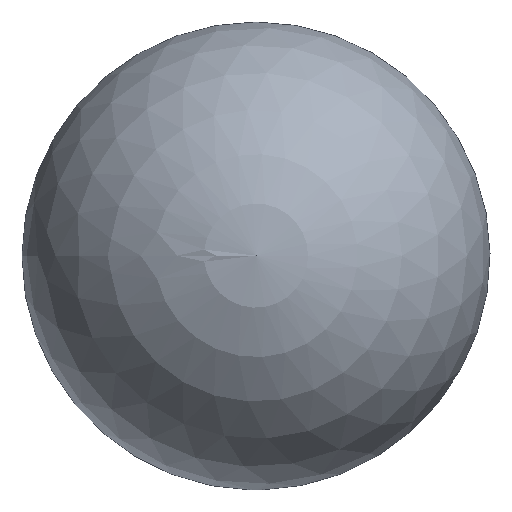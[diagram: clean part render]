
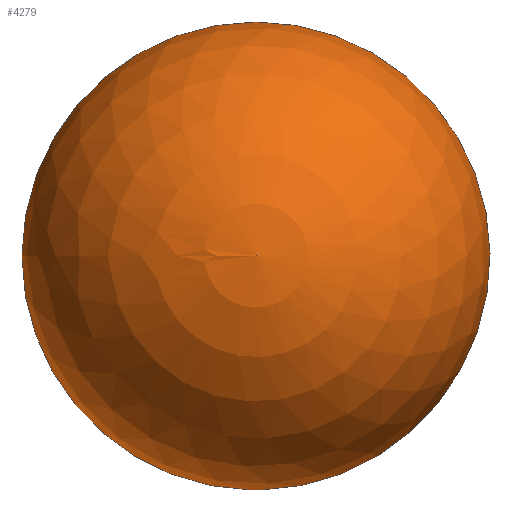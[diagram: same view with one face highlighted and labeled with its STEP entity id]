
A CAD part, top view. The second image highlights one B-rep face of the part: STEP entity #4279.
In plain terms, the highlighted spherical face has radius 200 mm.
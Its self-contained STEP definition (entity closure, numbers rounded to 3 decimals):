
#67 = ORIENTED_EDGE ( 'NONE', *, *, #11505, .T. ) ;
#180 = AXIS2_PLACEMENT_3D ( 'NONE', #2480, #8938, #3427 ) ;
#683 = ORIENTED_EDGE ( 'NONE', *, *, #8572, .T. ) ;
#820 = DIRECTION ( 'NONE',  ( -1., 0., 0. ) ) ;
#1278 = CARTESIAN_POINT ( 'NONE',  ( 0., 200., 0. ) ) ;
#1623 = AXIS2_PLACEMENT_3D ( 'NONE', #11903, #6389, #820 ) ;
#2326 = DIRECTION ( 'NONE',  ( 0., 0., 1. ) ) ;
#2480 = CARTESIAN_POINT ( 'NONE',  ( 0., -199.944, 0. ) ) ;
#2555 = DIRECTION ( 'NONE',  ( -1., 0., 0. ) ) ;
#3237 = DIRECTION ( 'NONE',  ( 0., 1., 0. ) ) ;
#3427 = DIRECTION ( 'NONE',  ( 0., 0., 1. ) ) ;
#4279 = ADVANCED_FACE ( 'NONE', ( #5150 ), #7594, .T. ) ;
#4450 = ORIENTED_EDGE ( 'NONE', *, *, #6279, .F. ) ;
#4979 = CIRCLE ( 'NONE', #11965, 200. ) ;
#5150 = FACE_OUTER_BOUND ( 'NONE', #11564, .T. ) ;
#5894 = CIRCLE ( 'NONE', #180, 4.749 ) ;
#6279 = EDGE_CURVE ( 'NONE', #6992, #8878, #9866, .T. ) ;
#6389 = DIRECTION ( 'NONE',  ( 0., 0., -1. ) ) ;
#6992 = VERTEX_POINT ( 'NONE', #1278 ) ;
#7406 = EDGE_CURVE ( 'NONE', #6992, #7656, #4979, .T. ) ;
#7560 = AXIS2_PLACEMENT_3D ( 'NONE', #8776, #3237, #9693 ) ;
#7594 = SPHERICAL_SURFACE ( 'NONE', #10001, 200. ) ;
#7656 = VERTEX_POINT ( 'NONE', #11953 ) ;
#7903 = CARTESIAN_POINT ( 'NONE',  ( 0., 0., 0. ) ) ;
#8112 = CARTESIAN_POINT ( 'NONE',  ( 0., 0., 0. ) ) ;
#8558 = CARTESIAN_POINT ( 'NONE',  ( 4.749, -199.944, 0. ) ) ;
#8572 = EDGE_CURVE ( 'NONE', #7656, #10344, #10546, .T. ) ;
#8607 = CARTESIAN_POINT ( 'NONE',  ( 0., -199.944, 4.749 ) ) ;
#8776 = CARTESIAN_POINT ( 'NONE',  ( 0., -199.944, 0. ) ) ;
#8801 = DIRECTION ( 'NONE',  ( 1., 0., 0. ) ) ;
#8878 = VERTEX_POINT ( 'NONE', #8558 ) ;
#8938 = DIRECTION ( 'NONE',  ( 0., 1., 0. ) ) ;
#9693 = DIRECTION ( 'NONE',  ( 0., 0., 1. ) ) ;
#9866 = CIRCLE ( 'NONE', #1623, 200. ) ;
#10001 = AXIS2_PLACEMENT_3D ( 'NONE', #8112, #11791, #2555 ) ;
#10344 = VERTEX_POINT ( 'NONE', #8607 ) ;
#10546 = CIRCLE ( 'NONE', #7560, 4.749 ) ;
#11368 = ORIENTED_EDGE ( 'NONE', *, *, #7406, .T. ) ;
#11505 = EDGE_CURVE ( 'NONE', #10344, #8878, #5894, .T. ) ;
#11564 = EDGE_LOOP ( 'NONE', ( #4450, #11368, #683, #67 ) ) ;
#11791 = DIRECTION ( 'NONE',  ( 0., 0., -1. ) ) ;
#11903 = CARTESIAN_POINT ( 'NONE',  ( 0., 0., 0. ) ) ;
#11953 = CARTESIAN_POINT ( 'NONE',  ( -4.749, -199.944, 0. ) ) ;
#11965 = AXIS2_PLACEMENT_3D ( 'NONE', #7903, #2326, #8801 ) ;
